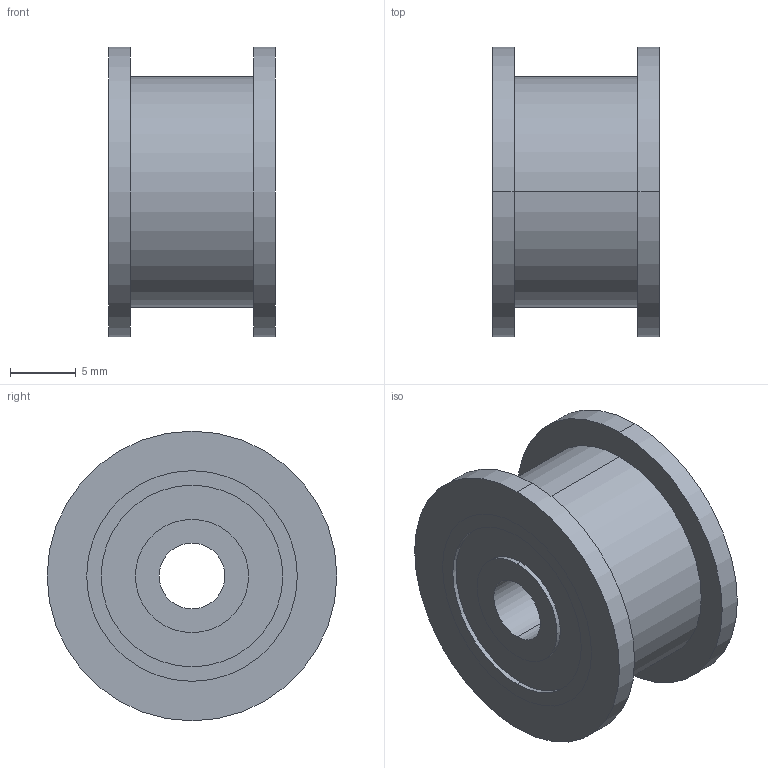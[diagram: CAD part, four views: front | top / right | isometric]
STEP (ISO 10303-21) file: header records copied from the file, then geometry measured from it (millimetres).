
FILE_DESCRIPTION (( 'STEP AP214' ), '1' );
FILE_NAME ('A179 Cáîðêà ðîëèêà.STEP', '2019-06-10T11:07:56', ( 'Windows User' ), ( '' ), 'SwSTEP 2.0', 'SolidWorks 2018', '' );
FILE_SCHEMA (( 'AUTOMOTIVE_DESIGN' ));
Length unit declared in the file: millimetre
Products named in the file (4): A200 Äèñòàíöèîííàÿ âòóëêà 5õ1 8_00; A179 Cáîðêà ðîëèêà; A179; A180 Ïîäøèïíèê 625rs, O 5  O 16
Assembly tree (4 placements, depth 2):
  A179 Cáîðêà ðîëèêà
    A179
    A180 Ïîäøèïíèê 625rs, O 5  O 16  x2
    A200 Äèñòàíöèîííàÿ âòóëêà 5õ1 8_00
Bounding box: 12.67 x 22 x 22 mm (x, y, z)
Volume: 2949.2 mm3; surface area: 3845.4 mm2
Topology: 4 solids, 4 shells, 60 faces, 120 edges, 80 vertices
Faces by surface type: cylinder 40, plane 20
Entity records: 1320 total; most frequent: DIRECTION 238, CARTESIAN_POINT 189, ORIENTED_EDGE 168, AXIS2_PLACEMENT_3D 105, EDGE_CURVE 84, CIRCLE 56, EDGE_LOOP 56, VERTEX_POINT 56
